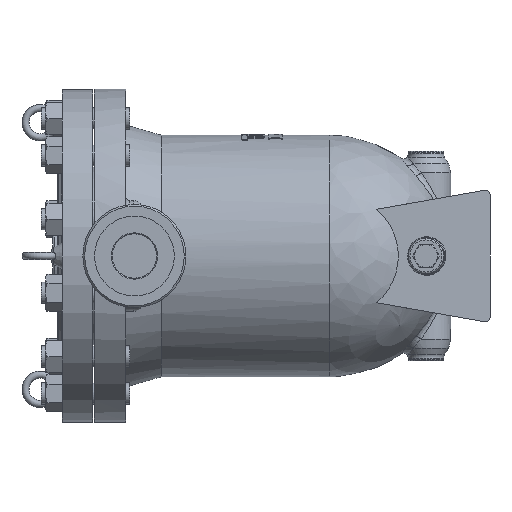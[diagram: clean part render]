
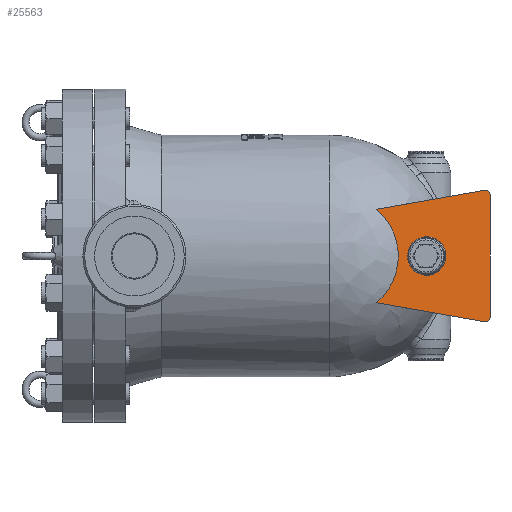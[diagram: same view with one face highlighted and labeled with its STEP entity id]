
A CAD part, left-side view. The second image highlights one B-rep face of the part: STEP entity #25563.
In plain terms, the highlighted planar face has unit normal (-0.998, -0.07, 0).
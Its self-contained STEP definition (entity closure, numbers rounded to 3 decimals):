
#25385=CARTESIAN_POINT('',(-105.0,-445.0,-69.041));
#25386=VERTEX_POINT('',#25385);
#25387=CARTESIAN_POINT('',(-105.41,-439.132,-73.965));
#25388=VERTEX_POINT('',#25387);
#25389=CARTESIAN_POINT('',(-105.35,-440.0,-69.041));
#25390=DIRECTION('',(0.998,0.07,0.0));
#25391=DIRECTION('',(0.07,-0.998,0.));
#25392=AXIS2_PLACEMENT_3D('',#25389,#25390,#25391);
#25393=ELLIPSE('',#25392,5.012,5.);
#25394=EDGE_CURVE('',#25386,#25388,#25393,.T.);
#25428=CARTESIAN_POINT('',(-113.913,-317.545,-52.526));
#25429=VERTEX_POINT('',#25428);
#25430=CARTESIAN_POINT('',(-113.913,-317.545,-52.526));
#25431=DIRECTION('',(0.069,-0.982,-0.173));
#25432=VECTOR('',#25431,123.755);
#25433=LINE('',#25430,#25432);
#25434=EDGE_CURVE('',#25429,#25388,#25433,.T.);
#25454=CARTESIAN_POINT('',(-116.012,-287.527,0.0));
#25455=DIRECTION('',(-0.998,-0.07,0.0));
#25456=DIRECTION('',(0.0,0.0,1.0));
#25457=AXIS2_PLACEMENT_3D('',#25454,#25455,#25456);
#25458=PLANE('',#25457);
#25459=ORIENTED_EDGE('',*,*,#25394,.F.);
#25460=CARTESIAN_POINT('',(-105.0,-445.0,69.041));
#25461=VERTEX_POINT('',#25460);
#25462=CARTESIAN_POINT('',(-105.0,-445.0,69.041));
#25463=DIRECTION('',(0.0,0.0,-1.0));
#25464=VECTOR('',#25463,138.082);
#25465=LINE('',#25462,#25464);
#25466=EDGE_CURVE('',#25461,#25386,#25465,.T.);
#25467=ORIENTED_EDGE('',*,*,#25466,.F.);
#25468=CARTESIAN_POINT('',(-105.41,-439.132,73.965));
#25469=VERTEX_POINT('',#25468);
#25470=CARTESIAN_POINT('',(-105.35,-440.0,69.041));
#25471=DIRECTION('',(0.998,0.07,0.0));
#25472=DIRECTION('',(0.07,-0.998,0.));
#25473=AXIS2_PLACEMENT_3D('',#25470,#25471,#25472);
#25474=ELLIPSE('',#25473,5.012,5.);
#25475=EDGE_CURVE('',#25469,#25461,#25474,.T.);
#25476=ORIENTED_EDGE('',*,*,#25475,.F.);
#25477=CARTESIAN_POINT('',(-113.913,-317.545,52.526));
#25478=VERTEX_POINT('',#25477);
#25479=CARTESIAN_POINT('',(-105.41,-439.132,73.965));
#25480=DIRECTION('',(-0.069,0.982,-0.173));
#25481=VECTOR('',#25480,123.755);
#25482=LINE('',#25479,#25481);
#25483=EDGE_CURVE('',#25469,#25478,#25482,.T.);
#25484=ORIENTED_EDGE('',*,*,#25483,.T.);
#25485=CARTESIAN_POINT('',(-117.015,-273.182,0.0));
#25486=DIRECTION('',(-0.998,-0.07,0.0));
#25487=DIRECTION('',(0.0,0.0,-1.0));
#25488=AXIS2_PLACEMENT_3D('',#25485,#25486,#25487);
#25489=CIRCLE('',#25488,68.823);
#25490=EDGE_CURVE('',#25429,#25478,#25489,.T.);
#25491=ORIENTED_EDGE('',*,*,#25490,.F.);
#25492=ORIENTED_EDGE('',*,*,#25434,.T.);
#25493=EDGE_LOOP('',(#25459,#25467,#25476,#25484,#25491,#25492));
#25494=FACE_OUTER_BOUND('',#25493,.T.);
#25495=CARTESIAN_POINT('',(-111.473,-352.425,3.304));
#25496=VERTEX_POINT('',#25495);
#25497=CARTESIAN_POINT('',(-111.473,-352.425,-3.304));
#25498=VERTEX_POINT('',#25497);
#25499=CARTESIAN_POINT('',(-111.473,-352.425,3.304));
#25500=CARTESIAN_POINT('',(-111.481,-352.314,2.687));
#25501=CARTESIAN_POINT('',(-111.487,-352.231,2.066));
#25502=CARTESIAN_POINT('',(-111.495,-352.123,0.732));
#25503=CARTESIAN_POINT('',(-111.496,-352.108,0.028));
#25504=CARTESIAN_POINT('',(-111.492,-352.166,-1.488));
#25505=CARTESIAN_POINT('',(-111.486,-352.252,-2.285));
#25506=CARTESIAN_POINT('',(-111.475,-352.399,-3.156));
#25507=CARTESIAN_POINT('',(-111.474,-352.412,-3.23));
#25508=CARTESIAN_POINT('',(-111.473,-352.425,-3.304));
#25509=B_SPLINE_CURVE_WITH_KNOTS('',3,(#25499,#25500,#25501,#25502,#25503,#25504,#25505,#25506,#25507,#25508),.UNSPECIFIED.,.F.,.U.,(4,2,2,2,4),(-1.064,-0.875,-0.663,-0.421,-0.398),.UNSPECIFIED.);
#25510=EDGE_CURVE('',#25496,#25498,#25509,.T.);
#25511=ORIENTED_EDGE('',*,*,#25510,.F.);
#25512=CARTESIAN_POINT('',(-110.423,-367.452,20.641));
#25513=VERTEX_POINT('',#25512);
#25514=CARTESIAN_POINT('',(-110.423,-367.452,20.641));
#25515=CARTESIAN_POINT('',(-110.486,-366.552,20.361));
#25516=CARTESIAN_POINT('',(-110.546,-365.686,20.026));
#25517=CARTESIAN_POINT('',(-110.685,-363.706,19.126));
#25518=CARTESIAN_POINT('',(-110.772,-362.461,18.424));
#25519=CARTESIAN_POINT('',(-110.934,-360.141,16.78));
#25520=CARTESIAN_POINT('',(-111.009,-359.066,15.838));
#25521=CARTESIAN_POINT('',(-111.135,-357.269,13.962));
#25522=CARTESIAN_POINT('',(-111.197,-356.381,12.856));
#25523=CARTESIAN_POINT('',(-111.304,-354.849,10.484));
#25524=CARTESIAN_POINT('',(-111.349,-354.206,9.219));
#25525=CARTESIAN_POINT('',(-111.416,-353.241,6.821));
#25526=CARTESIAN_POINT('',(-111.445,-352.83,5.466));
#25527=CARTESIAN_POINT('',(-111.467,-352.512,3.824));
#25528=CARTESIAN_POINT('',(-111.471,-352.466,3.564));
#25529=CARTESIAN_POINT('',(-111.473,-352.425,3.304));
#25530=B_SPLINE_CURVE_WITH_KNOTS('',3,(#25514,#25515,#25516,#25517,#25518,#25519,#25520,#25521,#25522,#25523,#25524,#25525,#25526,#25527,#25528,#25529),.UNSPECIFIED.,.F.,.U.,(4,2,2,2,2,2,2,4),(3.854,4.116,4.507,4.899,5.288,5.676,6.063,6.136),.UNSPECIFIED.);
#25531=EDGE_CURVE('',#25513,#25496,#25530,.T.);
#25532=ORIENTED_EDGE('',*,*,#25531,.F.);
#25533=CARTESIAN_POINT('',(-110.423,-367.452,-20.641));
#25534=VERTEX_POINT('',#25533);
#25535=CARTESIAN_POINT('',(-109.973,-373.887,0.));
#25536=DIRECTION('',(-0.998,-0.07,0.0));
#25537=DIRECTION('',(-0.07,0.998,0.));
#25538=AXIS2_PLACEMENT_3D('',#25535,#25536,#25537);
#25539=ELLIPSE('',#25538,21.69,21.619);
#25540=EDGE_CURVE('',#25534,#25513,#25539,.T.);
#25541=ORIENTED_EDGE('',*,*,#25540,.F.);
#25542=CARTESIAN_POINT('',(-111.473,-352.425,-3.304));
#25543=CARTESIAN_POINT('',(-111.471,-352.466,-3.564));
#25544=CARTESIAN_POINT('',(-111.467,-352.512,-3.824));
#25545=CARTESIAN_POINT('',(-111.445,-352.83,-5.466));
#25546=CARTESIAN_POINT('',(-111.416,-353.241,-6.821));
#25547=CARTESIAN_POINT('',(-111.349,-354.206,-9.219));
#25548=CARTESIAN_POINT('',(-111.304,-354.849,-10.484));
#25549=CARTESIAN_POINT('',(-111.197,-356.381,-12.856));
#25550=CARTESIAN_POINT('',(-111.135,-357.269,-13.962));
#25551=CARTESIAN_POINT('',(-111.009,-359.066,-15.838));
#25552=CARTESIAN_POINT('',(-110.934,-360.141,-16.78));
#25553=CARTESIAN_POINT('',(-110.772,-362.461,-18.424));
#25554=CARTESIAN_POINT('',(-110.685,-363.706,-19.126));
#25555=CARTESIAN_POINT('',(-110.546,-365.686,-20.026));
#25556=CARTESIAN_POINT('',(-110.486,-366.552,-20.361));
#25557=CARTESIAN_POINT('',(-110.423,-367.452,-20.641));
#25558=B_SPLINE_CURVE_WITH_KNOTS('',3,(#25542,#25543,#25544,#25545,#25546,#25547,#25548,#25549,#25550,#25551,#25552,#25553,#25554,#25555,#25556,#25557),.UNSPECIFIED.,.F.,.U.,(4,2,2,2,2,2,2,4),(6.765,6.838,7.225,7.614,8.002,8.394,8.785,9.048),.UNSPECIFIED.);
#25559=EDGE_CURVE('',#25498,#25534,#25558,.T.);
#25560=ORIENTED_EDGE('',*,*,#25559,.F.);
#25561=EDGE_LOOP('',(#25511,#25532,#25541,#25560));
#25562=FACE_BOUND('',#25561,.T.);
#25563=ADVANCED_FACE('',(#25494,#25562),#25458,.T.);
